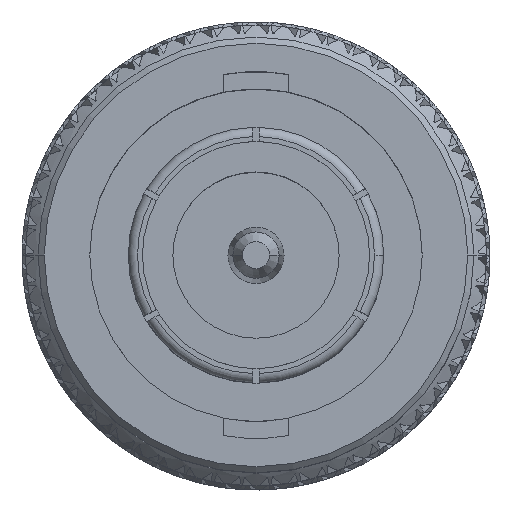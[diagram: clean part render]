
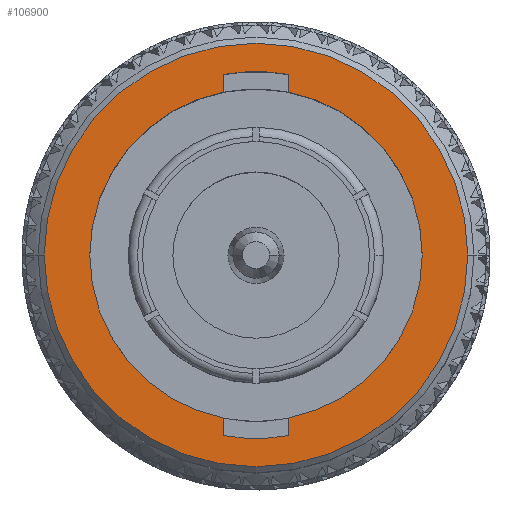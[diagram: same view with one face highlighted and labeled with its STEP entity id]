
A CAD part, top view. The second image highlights one B-rep face of the part: STEP entity #106900.
In plain terms, the highlighted planar face has unit normal (0, 0, 1).
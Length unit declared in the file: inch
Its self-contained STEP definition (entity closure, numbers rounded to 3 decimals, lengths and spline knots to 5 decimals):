
#333 = ORIENTED_EDGE ( 'NONE', *, *, #163747, .F. ) ;
#2009 = DIRECTION ( 'NONE',  ( 0., 1., 0. ) ) ;
#2280 = DIRECTION ( 'NONE',  ( 1., 0., 0. ) ) ;
#2335 = DIRECTION ( 'NONE',  ( 0., 0., 1. ) ) ;
#3756 = AXIS2_PLACEMENT_3D ( 'NONE', #90143, #67009, #77288 ) ;
#4295 = EDGE_CURVE ( 'NONE', #67995, #22869, #110271, .T. ) ;
#5708 = DIRECTION ( 'NONE',  ( 0., 0., 1. ) ) ;
#7138 = VECTOR ( 'NONE', #11795, 39.37008 ) ;
#9212 = CARTESIAN_POINT ( 'NONE',  ( -0.0525, -0.29334, 0. ) ) ;
#9744 = ORIENTED_EDGE ( 'NONE', *, *, #147474, .F. ) ;
#11019 = CARTESIAN_POINT ( 'NONE',  ( 0., 0., 0. ) ) ;
#11795 = DIRECTION ( 'NONE',  ( 0., -1., 0. ) ) ;
#12298 = AXIS2_PLACEMENT_3D ( 'NONE', #113453, #110922, #85245 ) ;
#12935 = CIRCLE ( 'NONE', #130466, 0.344 ) ;
#13156 = EDGE_CURVE ( 'NONE', #134845, #35213, #168918, .T. ) ;
#13437 = DIRECTION ( 'NONE',  ( 0., 0., 1. ) ) ;
#16400 = CARTESIAN_POINT ( 'NONE',  ( 0.0525, 0.26485, 0. ) ) ;
#18889 = CARTESIAN_POINT ( 'NONE',  ( 0., 0., 0. ) ) ;
#22869 = VERTEX_POINT ( 'NONE', #144586 ) ;
#24463 = ORIENTED_EDGE ( 'NONE', *, *, #77519, .F. ) ;
#26066 = CARTESIAN_POINT ( 'NONE',  ( 0.0525, -0.29334, 0. ) ) ;
#27316 = DIRECTION ( 'NONE',  ( 0., 0., 1. ) ) ;
#31433 = DIRECTION ( 'NONE',  ( 1., 0., 0. ) ) ;
#34972 = AXIS2_PLACEMENT_3D ( 'NONE', #158959, #2335, #54654 ) ;
#35213 = VERTEX_POINT ( 'NONE', #113781 ) ;
#38403 = LINE ( 'NONE', #52107, #7138 ) ;
#40023 = CARTESIAN_POINT ( 'NONE',  ( 0., 0., 0. ) ) ;
#40846 = CIRCLE ( 'NONE', #149953, 0.27 ) ;
#44085 = VERTEX_POINT ( 'NONE', #117041 ) ;
#44645 = DIRECTION ( 'NONE',  ( 1., 0., 0. ) ) ;
#45977 = CIRCLE ( 'NONE', #34972, 0.298 ) ;
#46058 = ORIENTED_EDGE ( 'NONE', *, *, #133975, .F. ) ;
#52107 = CARTESIAN_POINT ( 'NONE',  ( -0.0525, -0.29334, 0. ) ) ;
#52121 = EDGE_CURVE ( 'NONE', #99646, #119016, #168119, .T. ) ;
#53759 = FACE_BOUND ( 'NONE', #96912, .T. ) ;
#54654 = DIRECTION ( 'NONE',  ( 1., 0., 0. ) ) ;
#57979 = DIRECTION ( 'NONE',  ( 0., 0., 1. ) ) ;
#61258 = CARTESIAN_POINT ( 'NONE',  ( 0., 0., 0. ) ) ;
#67003 = CARTESIAN_POINT ( 'NONE',  ( 0.0525, -0.29334, 0. ) ) ;
#67009 = DIRECTION ( 'NONE',  ( 0., 0., 1. ) ) ;
#67351 = VECTOR ( 'NONE', #81486, 39.37008 ) ;
#67418 = CARTESIAN_POINT ( 'NONE',  ( -0.27, 0., 0. ) ) ;
#67995 = VERTEX_POINT ( 'NONE', #90720 ) ;
#69887 = CARTESIAN_POINT ( 'NONE',  ( 0.0525, 0.29334, 0. ) ) ;
#70141 = CARTESIAN_POINT ( 'NONE',  ( -0.0525, -0.29334, 0. ) ) ;
#73978 = VERTEX_POINT ( 'NONE', #148078 ) ;
#75685 = ORIENTED_EDGE ( 'NONE', *, *, #77491, .F. ) ;
#77288 = DIRECTION ( 'NONE',  ( 1., 0., 0. ) ) ;
#77491 = EDGE_CURVE ( 'NONE', #164884, #99646, #155579, .T. ) ;
#77519 = EDGE_CURVE ( 'NONE', #44085, #136916, #38403, .T. ) ;
#81486 = DIRECTION ( 'NONE',  ( 0., 1., 0. ) ) ;
#84011 = LINE ( 'NONE', #67003, #67351 ) ;
#85245 = DIRECTION ( 'NONE',  ( 1., 0., 0. ) ) ;
#85902 = CARTESIAN_POINT ( 'NONE',  ( -0.0525, 0.26485, 0. ) ) ;
#86869 = AXIS2_PLACEMENT_3D ( 'NONE', #18889, #124120, #44645 ) ;
#87614 = AXIS2_PLACEMENT_3D ( 'NONE', #40023, #13437, #2280 ) ;
#87761 = DIRECTION ( 'NONE',  ( 1., 0., 0. ) ) ;
#88935 = VERTEX_POINT ( 'NONE', #16400 ) ;
#90143 = CARTESIAN_POINT ( 'NONE',  ( 0., 0., 0. ) ) ;
#90720 = CARTESIAN_POINT ( 'NONE',  ( 0.0525, -0.26485, 0. ) ) ;
#91155 = EDGE_CURVE ( 'NONE', #88935, #96831, #144914, .T. ) ;
#93916 = ORIENTED_EDGE ( 'NONE', *, *, #119062, .F. ) ;
#96831 = VERTEX_POINT ( 'NONE', #69887 ) ;
#96912 = EDGE_LOOP ( 'NONE', ( #24463, #9744, #134484, #75685, #153401, #156642, #333, #167724, #46058, #93916 ) ) ;
#99646 = VERTEX_POINT ( 'NONE', #85902 ) ;
#105743 = ORIENTED_EDGE ( 'NONE', *, *, #13156, .T. ) ;
#106900 = ADVANCED_FACE ( 'NONE', ( #53759, #119539 ), #117871, .T. ) ;
#108257 = ORIENTED_EDGE ( 'NONE', *, *, #141627, .T. ) ;
#110271 = CIRCLE ( 'NONE', #3756, 0.27 ) ;
#110922 = DIRECTION ( 'NONE',  ( 0., 0., 1. ) ) ;
#111494 = AXIS2_PLACEMENT_3D ( 'NONE', #112617, #57979, #163144 ) ;
#112617 = CARTESIAN_POINT ( 'NONE',  ( 0., 0., 0. ) ) ;
#113453 = CARTESIAN_POINT ( 'NONE',  ( 0., 0., 0. ) ) ;
#113781 = CARTESIAN_POINT ( 'NONE',  ( -0.344, 0., 0. ) ) ;
#114327 = CIRCLE ( 'NONE', #111494, 0.27 ) ;
#117041 = CARTESIAN_POINT ( 'NONE',  ( -0.0525, -0.26485, 0. ) ) ;
#117086 = DIRECTION ( 'NONE',  ( 0., -1., 0. ) ) ;
#117871 = PLANE ( 'NONE',  #87614 ) ;
#119016 = VERTEX_POINT ( 'NONE', #67418 ) ;
#119062 = EDGE_CURVE ( 'NONE', #136916, #73978, #164464, .T. ) ;
#119539 = FACE_OUTER_BOUND ( 'NONE', #165539, .T. ) ;
#121242 = CARTESIAN_POINT ( 'NONE',  ( 0., 0., 0. ) ) ;
#124120 = DIRECTION ( 'NONE',  ( 0., 0., 1. ) ) ;
#128244 = DIRECTION ( 'NONE',  ( 1., 0., 0. ) ) ;
#130466 = AXIS2_PLACEMENT_3D ( 'NONE', #61258, #165656, #87761 ) ;
#133975 = EDGE_CURVE ( 'NONE', #73978, #67995, #84011, .T. ) ;
#134407 = AXIS2_PLACEMENT_3D ( 'NONE', #121242, #5708, #31433 ) ;
#134484 = ORIENTED_EDGE ( 'NONE', *, *, #52121, .F. ) ;
#134845 = VERTEX_POINT ( 'NONE', #165293 ) ;
#136916 = VERTEX_POINT ( 'NONE', #70141 ) ;
#141627 = EDGE_CURVE ( 'NONE', #35213, #134845, #12935, .T. ) ;
#143380 = EDGE_CURVE ( 'NONE', #96831, #164884, #45977, .T. ) ;
#144586 = CARTESIAN_POINT ( 'NONE',  ( 0.27, 0., 0. ) ) ;
#144914 = LINE ( 'NONE', #26066, #155920 ) ;
#147474 = EDGE_CURVE ( 'NONE', #119016, #44085, #114327, .T. ) ;
#148078 = CARTESIAN_POINT ( 'NONE',  ( 0.0525, -0.29334, 0. ) ) ;
#149953 = AXIS2_PLACEMENT_3D ( 'NONE', #11019, #27316, #128244 ) ;
#152023 = VECTOR ( 'NONE', #117086, 39.37008 ) ;
#153401 = ORIENTED_EDGE ( 'NONE', *, *, #143380, .F. ) ;
#155579 = LINE ( 'NONE', #9212, #152023 ) ;
#155920 = VECTOR ( 'NONE', #2009, 39.37008 ) ;
#156642 = ORIENTED_EDGE ( 'NONE', *, *, #91155, .F. ) ;
#158959 = CARTESIAN_POINT ( 'NONE',  ( 0., 0., 0. ) ) ;
#160247 = CARTESIAN_POINT ( 'NONE',  ( -0.0525, 0.29334, 0. ) ) ;
#163144 = DIRECTION ( 'NONE',  ( 1., 0., 0. ) ) ;
#163747 = EDGE_CURVE ( 'NONE', #22869, #88935, #40846, .T. ) ;
#164464 = CIRCLE ( 'NONE', #134407, 0.298 ) ;
#164884 = VERTEX_POINT ( 'NONE', #160247 ) ;
#165293 = CARTESIAN_POINT ( 'NONE',  ( 0.344, 0., 0. ) ) ;
#165539 = EDGE_LOOP ( 'NONE', ( #108257, #105743 ) ) ;
#165656 = DIRECTION ( 'NONE',  ( 0., 0., 1. ) ) ;
#167724 = ORIENTED_EDGE ( 'NONE', *, *, #4295, .F. ) ;
#168119 = CIRCLE ( 'NONE', #12298, 0.27 ) ;
#168918 = CIRCLE ( 'NONE', #86869, 0.344 ) ;
